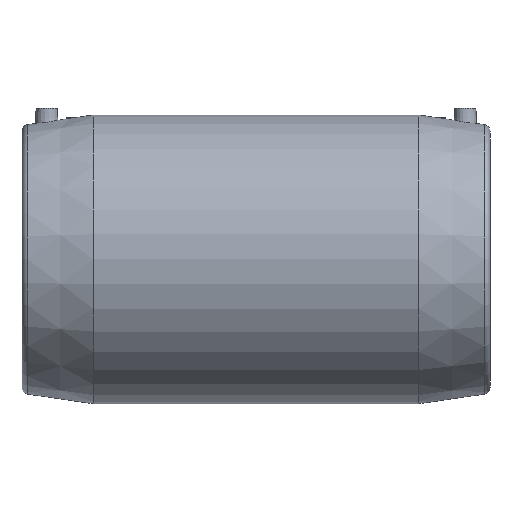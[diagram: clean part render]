
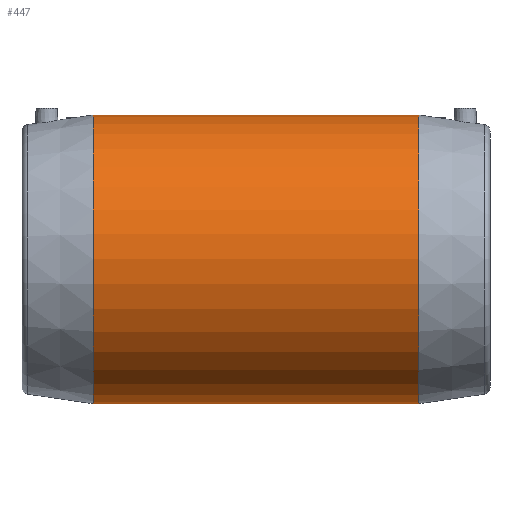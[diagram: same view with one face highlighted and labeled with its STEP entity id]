
A CAD part, front view. The second image highlights one B-rep face of the part: STEP entity #447.
In plain terms, the highlighted cylindrical face has radius 128 mm (diameter 256 mm), a full revolution.
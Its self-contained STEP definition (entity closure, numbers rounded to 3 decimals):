
#48=CYLINDRICAL_SURFACE('',#513,128.);
#60=B_SPLINE_CURVE_WITH_KNOTS('',3,(#877,#878,#879,#880,#881,#882,#883,
#884,#885,#886,#887,#888,#889,#890,#891,#892,#893,#894,#895,#896,#897,#898,
#899,#900,#901,#902,#903,#904,#905,#906,#907,#908,#909,#910,#911,#912,#913,
#914,#915,#916,#917,#918,#919,#920,#921,#922,#923,#924,#925,#926,#927,#928,
#929,#930,#931,#932,#933,#934,#935,#936,#937,#938,#939,#940,#941,#942,#943,
#944,#945,#946,#947,#948,#949,#950,#951,#952,#953,#954,#955,#956,#957,#958,
#959),.UNSPECIFIED.,.T.,.F.,(1,1,1,1,1,1,1,1,1,1,1,1,1,1,1,1,1,1,1,1,1,
1,1,1,1,1,1,1,1,1,1,1,1,1,1,1,1,1,1,1,1,1,1,1,1,1,1,1,1,1,1,1,1,1,1,1,1,
1,1,1,1,1,1,1,1,1,1,1,1,1,1,1,1,1,1,1,1,1,1,1,1,1,1,1,1,1,1),(-0.017,
-0.012,-0.006,0.,0.006,0.012,
0.023,0.035,0.04,0.046,
0.058,0.063,0.069,0.081,
0.092,0.104,0.115,0.127,
0.138,0.15,0.156,0.162,
0.173,0.179,0.185,0.196,
0.202,0.208,0.219,0.231,
0.242,0.254,0.265,0.277,
0.283,0.288,0.3,0.312,
0.323,0.329,0.335,0.346,
0.352,0.358,0.369,0.381,0.392,
0.404,0.41,0.415,0.427,
0.438,0.444,0.45,0.462,
0.473,0.485,0.496,0.508,
0.519,0.525,0.531,0.542,0.548,
0.554,0.565,0.571,0.577,
0.588,0.6,0.612,0.623,
0.635,0.646,0.658,0.669,
0.681,0.692,0.704,0.715,
0.721,0.727,0.733,0.738,
0.744,0.75,0.762),.UNSPECIFIED.);
#105=ORIENTED_EDGE('',*,*,#181,.T.);
#106=ORIENTED_EDGE('',*,*,#168,.F.);
#107=ORIENTED_EDGE('',*,*,#180,.T.);
#168=EDGE_CURVE('',#213,#213,#250,.T.);
#180=EDGE_CURVE('',#225,#225,#259,.T.);
#181=EDGE_CURVE('',#226,#226,#60,.T.);
#213=VERTEX_POINT('',#773);
#225=VERTEX_POINT('',#875);
#226=VERTEX_POINT('',#960);
#250=CIRCLE('',#497,128.);
#259=CIRCLE('',#512,128.);
#306=EDGE_LOOP('',(#105));
#307=EDGE_LOOP('',(#106));
#308=EDGE_LOOP('',(#107));
#378=FACE_BOUND('',#306,.T.);
#379=FACE_BOUND('',#307,.T.);
#380=FACE_BOUND('',#308,.T.);
#447=ADVANCED_FACE('',(#378,#379,#380),#48,.T.);
#497=AXIS2_PLACEMENT_3D('',#772,#578,#579);
#512=AXIS2_PLACEMENT_3D('',#874,#610,#611);
#513=AXIS2_PLACEMENT_3D('',#876,#612,#613);
#578=DIRECTION('',(-1.,0.,0.));
#579=DIRECTION('',(0.,0.,1.));
#610=DIRECTION('',(-1.,0.,0.));
#611=DIRECTION('',(0.,0.,1.));
#612=DIRECTION('',(-1.,0.,0.));
#613=DIRECTION('',(0.,0.,1.));
#772=CARTESIAN_POINT('',(-144.5,0.,0.));
#773=CARTESIAN_POINT('',(-144.5,0.,128.));
#874=CARTESIAN_POINT('',(144.5,0.,0.));
#875=CARTESIAN_POINT('',(144.5,0.,128.));
#876=CARTESIAN_POINT('',(-60.,0.,0.));
#877=CARTESIAN_POINT('',(111.89,127.912,-5.79));
#878=CARTESIAN_POINT('',(112.055,128.044,0.005));
#879=CARTESIAN_POINT('',(111.891,127.913,5.769));
#880=CARTESIAN_POINT('',(111.239,127.393,13.441));
#881=CARTESIAN_POINT('',(109.647,126.125,22.748));
#882=CARTESIAN_POINT('',(107.099,124.11,31.683));
#883=CARTESIAN_POINT('',(104.493,122.068,38.64));
#884=CARTESIAN_POINT('',(101.573,119.795,45.327));
#885=CARTESIAN_POINT('',(98.206,117.202,51.645));
#886=CARTESIAN_POINT('',(94.423,114.334,57.618));
#887=CARTESIAN_POINT('',(90.353,111.285,63.386));
#888=CARTESIAN_POINT('',(84.868,107.257,70.052));
#889=CARTESIAN_POINT('',(77.705,102.175,77.257));
#890=CARTESIAN_POINT('',(69.972,96.929,83.73));
#891=CARTESIAN_POINT('',(61.591,91.577,89.537));
#892=CARTESIAN_POINT('',(52.755,86.378,94.543));
#893=CARTESIAN_POINT('',(43.447,81.486,98.773));
#894=CARTESIAN_POINT('',(35.218,77.81,101.659));
#895=CARTESIAN_POINT('',(28.283,75.237,103.562));
#896=CARTESIAN_POINT('',(21.072,72.968,105.179));
#897=CARTESIAN_POINT('',(13.702,71.326,106.289));
#898=CARTESIAN_POINT('',(6.106,70.442,106.874));
#899=CARTESIAN_POINT('',(-1.63,70.12,107.085));
#900=CARTESIAN_POINT('',(-9.211,70.666,106.729));
#901=CARTESIAN_POINT('',(-16.711,71.999,105.834));
#902=CARTESIAN_POINT('',(-24.118,73.819,104.581));
#903=CARTESIAN_POINT('',(-32.896,76.806,102.437));
#904=CARTESIAN_POINT('',(-42.916,81.222,98.992));
#905=CARTESIAN_POINT('',(-52.416,86.187,94.718));
#906=CARTESIAN_POINT('',(-61.252,91.37,89.745));
#907=CARTESIAN_POINT('',(-69.567,96.663,84.036));
#908=CARTESIAN_POINT('',(-76.08,101.069,78.638));
#909=CARTESIAN_POINT('',(-81.046,104.546,73.897));
#910=CARTESIAN_POINT('',(-85.765,107.917,68.948));
#911=CARTESIAN_POINT('',(-91.23,111.928,62.338));
#912=CARTESIAN_POINT('',(-97.08,116.337,53.689));
#913=CARTESIAN_POINT('',(-101.33,119.607,45.826));
#914=CARTESIAN_POINT('',(-104.315,121.929,39.077));
#915=CARTESIAN_POINT('',(-106.933,123.98,32.183));
#916=CARTESIAN_POINT('',(-109.014,125.625,25.035));
#917=CARTESIAN_POINT('',(-110.523,126.823,17.63));
#918=CARTESIAN_POINT('',(-111.635,127.708,10.014));
#919=CARTESIAN_POINT('',(-112.218,128.174,0.457));
#920=CARTESIAN_POINT('',(-111.606,127.685,-11.163));
#921=CARTESIAN_POINT('',(-109.742,126.2,-22.326));
#922=CARTESIAN_POINT('',(-107.226,124.211,-31.29));
#923=CARTESIAN_POINT('',(-104.636,122.18,-38.287));
#924=CARTESIAN_POINT('',(-101.727,119.914,-45.014));
#925=CARTESIAN_POINT('',(-97.533,116.682,-52.944));
#926=CARTESIAN_POINT('',(-92.631,112.981,-60.311));
#927=CARTESIAN_POINT('',(-88.325,109.796,-65.85));
#928=CARTESIAN_POINT('',(-83.833,106.524,-71.084));
#929=CARTESIAN_POINT('',(-77.847,102.274,-77.128));
#930=CARTESIAN_POINT('',(-70.102,97.015,-83.631));
#931=CARTESIAN_POINT('',(-61.725,91.658,-89.455));
#932=CARTESIAN_POINT('',(-52.822,86.415,-94.512));
#933=CARTESIAN_POINT('',(-43.445,81.484,-98.777));
#934=CARTESIAN_POINT('',(-35.142,77.776,-101.685));
#935=CARTESIAN_POINT('',(-28.117,75.18,-103.604));
#936=CARTESIAN_POINT('',(-20.957,72.94,-105.198));
#937=CARTESIAN_POINT('',(-13.577,71.3,-106.306));
#938=CARTESIAN_POINT('',(-5.891,70.426,-106.885));
#939=CARTESIAN_POINT('',(1.755,70.127,-107.08));
#940=CARTESIAN_POINT('',(9.341,70.678,-106.721));
#941=CARTESIAN_POINT('',(16.91,72.042,-105.805));
#942=CARTESIAN_POINT('',(24.256,73.863,-104.55));
#943=CARTESIAN_POINT('',(33.039,76.859,-102.398));
#944=CARTESIAN_POINT('',(43.133,81.328,-98.906));
#945=CARTESIAN_POINT('',(52.556,86.267,-94.646));
#946=CARTESIAN_POINT('',(61.398,91.459,-89.655));
#947=CARTESIAN_POINT('',(69.73,96.769,-83.916));
#948=CARTESIAN_POINT('',(77.611,102.108,-77.35));
#949=CARTESIAN_POINT('',(84.811,107.216,-70.114));
#950=CARTESIAN_POINT('',(91.362,112.026,-62.163));
#951=CARTESIAN_POINT('',(97.235,116.455,-53.446));
#952=CARTESIAN_POINT('',(102.386,120.42,-43.819));
#953=CARTESIAN_POINT('',(106.519,123.652,-33.662));
#954=CARTESIAN_POINT('',(109.106,125.697,-24.682));
#955=CARTESIAN_POINT('',(110.602,126.886,-17.174));
#956=CARTESIAN_POINT('',(111.404,127.524,-11.508));
#957=CARTESIAN_POINT('',(111.89,127.912,-5.79));
#958=CARTESIAN_POINT('',(112.055,128.044,0.005));
#959=CARTESIAN_POINT('',(111.891,127.913,5.769));
#960=CARTESIAN_POINT('',(112.,128.,0.));
